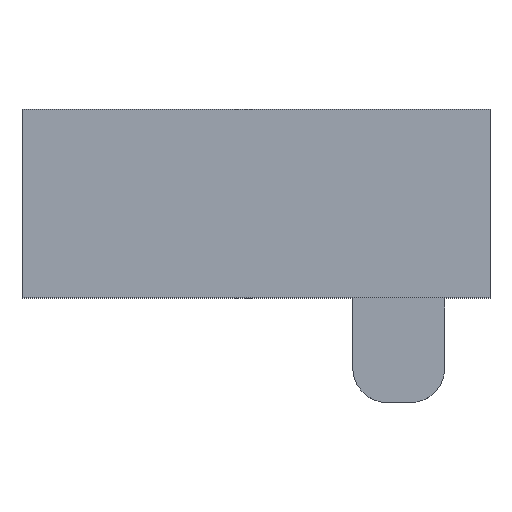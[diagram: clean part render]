
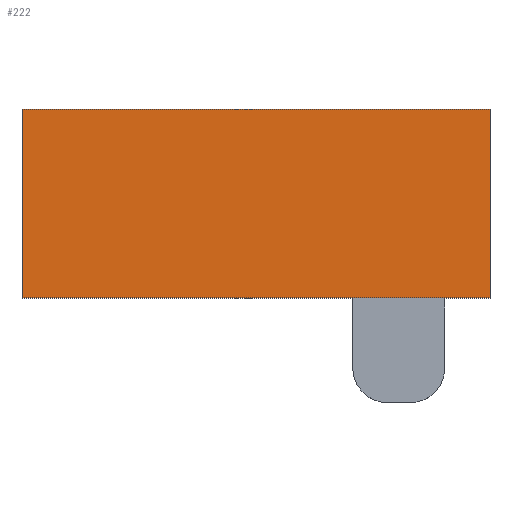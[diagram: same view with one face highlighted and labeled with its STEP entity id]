
A CAD part, top view. The second image highlights one B-rep face of the part: STEP entity #222.
In plain terms, the highlighted planar face has unit normal (0, 0, 1).
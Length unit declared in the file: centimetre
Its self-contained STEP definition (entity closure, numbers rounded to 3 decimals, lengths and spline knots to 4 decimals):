
#20=FACE_OUTER_BOUND($,#34,.T.);
#34=EDGE_LOOP($,(#150,#151,#152,#153));
#48=LINE($,#327,#74);
#49=LINE($,#329,#75);
#50=LINE($,#331,#76);
#51=LINE($,#332,#77);
#74=VECTOR($,#263,0.27);
#75=VECTOR($,#264,0.67);
#76=VECTOR($,#265,0.27);
#77=VECTOR($,#266,0.67);
#100=VERTEX_POINT($,#325);
#101=VERTEX_POINT($,#326);
#102=VERTEX_POINT($,#328);
#103=VERTEX_POINT($,#330);
#120=EDGE_CURVE($,#100,#101,#48,.T.);
#121=EDGE_CURVE($,#101,#102,#49,.T.);
#122=EDGE_CURVE($,#102,#103,#50,.T.);
#123=EDGE_CURVE($,#103,#100,#51,.T.);
#150=ORIENTED_EDGE($,*,*,#120,.T.);
#151=ORIENTED_EDGE($,*,*,#121,.T.);
#152=ORIENTED_EDGE($,*,*,#122,.T.);
#153=ORIENTED_EDGE($,*,*,#123,.T.);
#210=PLANE($,#241);
#222=ADVANCED_FACE($,(#20),#210,.T.);
#241=AXIS2_PLACEMENT_3D($,#324,#261,#262);
#261=DIRECTION('center_axis',(0.,0.,1.));
#262=DIRECTION('ref_axis',(1.,0.,0.));
#263=DIRECTION($,(0.,1.,0.));
#264=DIRECTION($,(-1.,0.,0.));
#265=DIRECTION($,(0.,-1.,0.));
#266=DIRECTION($,(1.,0.,0.));
#324=CARTESIAN_POINT('Origin',(-0.5,0.5,0.15));
#325=CARTESIAN_POINT('',(-0.165,0.44,0.15));
#326=CARTESIAN_POINT('',(-0.165,0.71,0.15));
#327=CARTESIAN_POINT($,(-0.165,0.5,0.15));
#328=CARTESIAN_POINT('',(-0.835,0.71,0.15));
#329=CARTESIAN_POINT($,(-0.5,0.71,0.15));
#330=CARTESIAN_POINT('',(-0.835,0.44,0.15));
#331=CARTESIAN_POINT($,(-0.835,0.5,0.15));
#332=CARTESIAN_POINT($,(-0.5,0.44,0.15));
